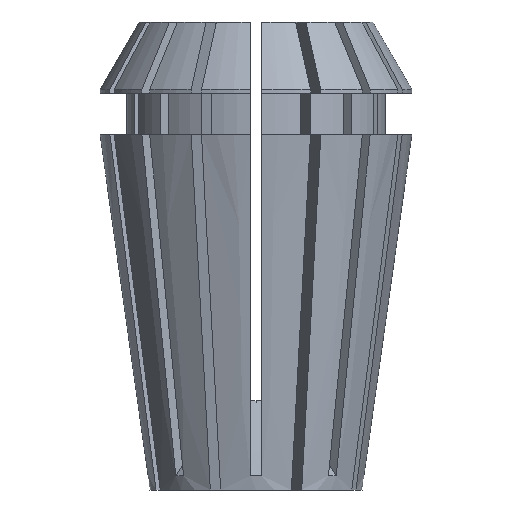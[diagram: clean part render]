
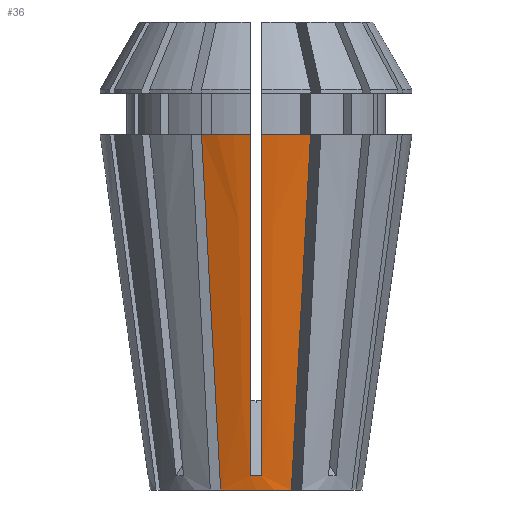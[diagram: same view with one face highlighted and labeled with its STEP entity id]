
A CAD part, left-side view. The second image highlights one B-rep face of the part: STEP entity #36.
In plain terms, the highlighted conical face has half-angle 8 degrees and reference radius 7.141 mm.
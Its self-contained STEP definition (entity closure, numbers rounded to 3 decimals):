
#36 = ADVANCED_FACE ( 'NONE', ( #3664 ), #212, .T. ) ;
#165 = EDGE_CURVE ( 'NONE', #976, #215, #5096, .T. ) ;
#192 = DIRECTION ( 'NONE',  ( 1., 0., 0. ) ) ;
#212 = CONICAL_SURFACE ( 'NONE', #3868, 7.141, 0.14 ) ;
#215 = VERTEX_POINT ( 'NONE', #2822 ) ;
#224 = CARTESIAN_POINT ( 'NONE',  ( -10.134, 0.375, 21.342 ) ) ;
#240 = EDGE_CURVE ( 'NONE', #2552, #1064, #4206, .T. ) ;
#242 = CARTESIAN_POINT ( 'NONE',  ( -7.267, -0.375, 0.966 ) ) ;
#255 = EDGE_CURVE ( 'NONE', #1307, #3187, #5541, .T. ) ;
#371 = CARTESIAN_POINT ( 'NONE',  ( -8.257, -3.014, 11.73 ) ) ;
#457 = CARTESIAN_POINT ( 'NONE',  ( -6.732, -2.383, 0. ) ) ;
#544 = EDGE_CURVE ( 'NONE', #2552, #1244, #3477, .T. ) ;
#616 = CARTESIAN_POINT ( 'NONE',  ( -8.18, 0.375, 7.451 ) ) ;
#654 = CARTESIAN_POINT ( 'NONE',  ( -6.732, 2.383, 0. ) ) ;
#663 = CARTESIAN_POINT ( 'NONE',  ( -9.415, -0.375, 16.227 ) ) ;
#751 = AXIS2_PLACEMENT_3D ( 'NONE', #5399, #1885, #2761 ) ;
#770 = CARTESIAN_POINT ( 'NONE',  ( -7.221, -2.585, 3.763 ) ) ;
#976 = VERTEX_POINT ( 'NONE', #1645 ) ;
#986 = ORIENTED_EDGE ( 'NONE', *, *, #240, .F. ) ;
#1064 = VERTEX_POINT ( 'NONE', #457 ) ;
#1109 = CARTESIAN_POINT ( 'NONE',  ( -7.267, 0.375, 0.966 ) ) ;
#1175 = ORIENTED_EDGE ( 'NONE', *, *, #2660, .T. ) ;
#1204 = AXIS2_PLACEMENT_3D ( 'NONE', #2416, #2065, #4163 ) ;
#1244 = VERTEX_POINT ( 'NONE', #1546 ) ;
#1246 = CARTESIAN_POINT ( 'NONE',  ( -7.267, 0.375, 0.966 ) ) ;
#1307 = VERTEX_POINT ( 'NONE', #1109 ) ;
#1367 = ORIENTED_EDGE ( 'NONE', *, *, #255, .F. ) ;
#1522 = CARTESIAN_POINT ( 'NONE',  ( -7.464, 0.375, 2.364 ) ) ;
#1539 = CARTESIAN_POINT ( 'NONE',  ( -6.977, 2.484, 1.882 ) ) ;
#1546 = CARTESIAN_POINT ( 'NONE',  ( -10.494, -0.375, 23.9 ) ) ;
#1549 = CARTESIAN_POINT ( 'NONE',  ( -10.494, -0.375, 23.9 ) ) ;
#1617 = CARTESIAN_POINT ( 'NONE',  ( -7.279, 0.125, 0.955 ) ) ;
#1645 = CARTESIAN_POINT ( 'NONE',  ( -9.838, 3.669, 23.9 ) ) ;
#1655 = CARTESIAN_POINT ( 'NONE',  ( -9.048, -3.342, 17.815 ) ) ;
#1704 = ORIENTED_EDGE ( 'NONE', *, *, #4436, .T. ) ;
#1885 = DIRECTION ( 'NONE',  ( 0., 0., -1. ) ) ;
#1956 = CARTESIAN_POINT ( 'NONE',  ( -7.563, -0.375, 3.063 ) ) ;
#1979 = EDGE_LOOP ( 'NONE', ( #1704, #5556, #5256, #986, #2005, #1175, #1367, #2821 ) ) ;
#2005 = ORIENTED_EDGE ( 'NONE', *, *, #544, .T. ) ;
#2028 = CARTESIAN_POINT ( 'NONE',  ( -8.257, 3.014, 11.73 ) ) ;
#2065 = DIRECTION ( 'NONE',  ( 0., 0., -1. ) ) ;
#2232 = CARTESIAN_POINT ( 'NONE',  ( 0., 0., 23.9 ) ) ;
#2245 = EDGE_CURVE ( 'NONE', #1064, #215, #3288, .T. ) ;
#2366 = DIRECTION ( 'NONE',  ( 0., 0., 1. ) ) ;
#2403 = CARTESIAN_POINT ( 'NONE',  ( -9.774, 0.375, 18.785 ) ) ;
#2408 = CARTESIAN_POINT ( 'NONE',  ( -7.464, -0.375, 2.364 ) ) ;
#2416 = CARTESIAN_POINT ( 'NONE',  ( 0., 0., 0. ) ) ;
#2552 = VERTEX_POINT ( 'NONE', #4341 ) ;
#2576 = B_SPLINE_CURVE_WITH_KNOTS ( 'NONE', 3,
 ( #3264, #224, #2403, #5025, #4111, #616, #5409, #1522, #5446, #2806 ),
 .UNSPECIFIED., .F., .F.,
 ( 4, 3, 3, 4 ),
 ( 0.044, 0.052, 0.065, 0.067 ),
 .UNSPECIFIED. ) ;
#2644 = CARTESIAN_POINT ( 'NONE',  ( -6.977, -2.484, 1.882 ) ) ;
#2660 = EDGE_CURVE ( 'NONE', #1244, #3187, #2966, .T. ) ;
#2761 = DIRECTION ( 'NONE',  ( -1., 0., 0. ) ) ;
#2806 = CARTESIAN_POINT ( 'NONE',  ( -7.267, 0.375, 0.966 ) ) ;
#2821 = ORIENTED_EDGE ( 'NONE', *, *, #4680, .F. ) ;
#2822 = CARTESIAN_POINT ( 'NONE',  ( -6.732, 2.383, 0. ) ) ;
#2904 = CARTESIAN_POINT ( 'NONE',  ( -6.732, -2.383, 0. ) ) ;
#2966 = B_SPLINE_CURVE_WITH_KNOTS ( 'NONE', 3,
 ( #1549, #4568, #5010, #663, #5433, #4588, #1956, #2408, #3746, #5053 ),
 .UNSPECIFIED., .F., .F.,
 ( 4, 3, 3, 4 ),
 ( 0.044, 0.052, 0.065, 0.067 ),
 .UNSPECIFIED. ) ;
#3153 = CIRCLE ( 'NONE', #5185, 10.5 ) ;
#3187 = VERTEX_POINT ( 'NONE', #242 ) ;
#3241 = CARTESIAN_POINT ( 'NONE',  ( -9.838, 3.669, 23.9 ) ) ;
#3264 = CARTESIAN_POINT ( 'NONE',  ( -10.494, 0.375, 23.9 ) ) ;
#3288 = CIRCLE ( 'NONE', #1204, 7.141 ) ;
#3302 = CARTESIAN_POINT ( 'NONE',  ( -7.466, 2.687, 5.645 ) ) ;
#3338 = CARTESIAN_POINT ( 'NONE',  ( -9.838, -3.669, 23.9 ) ) ;
#3477 = CIRCLE ( 'NONE', #751, 10.5 ) ;
#3664 = FACE_OUTER_BOUND ( 'NONE', #1979, .T. ) ;
#3746 = CARTESIAN_POINT ( 'NONE',  ( -7.366, -0.375, 1.665 ) ) ;
#3868 = AXIS2_PLACEMENT_3D ( 'NONE', #4564, #2366, #192 ) ;
#3915 = DIRECTION ( 'NONE',  ( 0., 0., -1. ) ) ;
#4111 = CARTESIAN_POINT ( 'NONE',  ( -8.797, 0.375, 11.839 ) ) ;
#4163 = DIRECTION ( 'NONE',  ( -1., 0., 0. ) ) ;
#4205 = VERTEX_POINT ( 'NONE', #5159 ) ;
#4206 = B_SPLINE_CURVE_WITH_KNOTS ( 'NONE', 3,
 ( #3338, #1655, #371, #5117, #770, #2644, #2904 ),
 .UNSPECIFIED., .F., .F.,
 ( 4, 3, 4 ),
 ( 0., 0.018, 0.024 ),
 .UNSPECIFIED. ) ;
#4268 = CARTESIAN_POINT ( 'NONE',  ( -7.267, -0.375, 0.966 ) ) ;
#4341 = CARTESIAN_POINT ( 'NONE',  ( -9.838, -3.669, 23.9 ) ) ;
#4436 = EDGE_CURVE ( 'NONE', #4205, #976, #3153, .T. ) ;
#4564 = CARTESIAN_POINT ( 'NONE',  ( 0., 0., 0. ) ) ;
#4568 = CARTESIAN_POINT ( 'NONE',  ( -10.134, -0.375, 21.342 ) ) ;
#4588 = CARTESIAN_POINT ( 'NONE',  ( -8.18, -0.375, 7.451 ) ) ;
#4639 = CARTESIAN_POINT ( 'NONE',  ( -9.048, 3.342, 17.815 ) ) ;
#4658 = CARTESIAN_POINT ( 'NONE',  ( -7.279, -0.125, 0.955 ) ) ;
#4680 = EDGE_CURVE ( 'NONE', #4205, #1307, #2576, .T. ) ;
#5010 = CARTESIAN_POINT ( 'NONE',  ( -9.774, -0.375, 18.785 ) ) ;
#5025 = CARTESIAN_POINT ( 'NONE',  ( -9.415, 0.375, 16.227 ) ) ;
#5053 = CARTESIAN_POINT ( 'NONE',  ( -7.267, -0.375, 0.966 ) ) ;
#5082 = CARTESIAN_POINT ( 'NONE',  ( -7.221, 2.585, 3.763 ) ) ;
#5096 = B_SPLINE_CURVE_WITH_KNOTS ( 'NONE', 3,
 ( #3241, #4639, #2028, #3302, #5082, #1539, #654 ),
 .UNSPECIFIED., .F., .F.,
 ( 4, 3, 4 ),
 ( 0., 0.018, 0.024 ),
 .UNSPECIFIED. ) ;
#5117 = CARTESIAN_POINT ( 'NONE',  ( -7.466, -2.687, 5.645 ) ) ;
#5159 = CARTESIAN_POINT ( 'NONE',  ( -10.494, 0.375, 23.9 ) ) ;
#5185 = AXIS2_PLACEMENT_3D ( 'NONE', #2232, #3915, #5263 ) ;
#5256 = ORIENTED_EDGE ( 'NONE', *, *, #2245, .F. ) ;
#5263 = DIRECTION ( 'NONE',  ( -1., 0., 0. ) ) ;
#5399 = CARTESIAN_POINT ( 'NONE',  ( 0., 0., 23.9 ) ) ;
#5409 = CARTESIAN_POINT ( 'NONE',  ( -7.563, 0.375, 3.063 ) ) ;
#5433 = CARTESIAN_POINT ( 'NONE',  ( -8.797, -0.375, 11.839 ) ) ;
#5446 = CARTESIAN_POINT ( 'NONE',  ( -7.366, 0.375, 1.665 ) ) ;
#5541 = B_SPLINE_CURVE_WITH_KNOTS ( 'NONE', 3,
 ( #1246, #1617, #4658, #4268 ),
 .UNSPECIFIED., .F., .F.,
 ( 4, 4 ),
 ( 0., 0.001 ),
 .UNSPECIFIED. ) ;
#5556 = ORIENTED_EDGE ( 'NONE', *, *, #165, .T. ) ;
